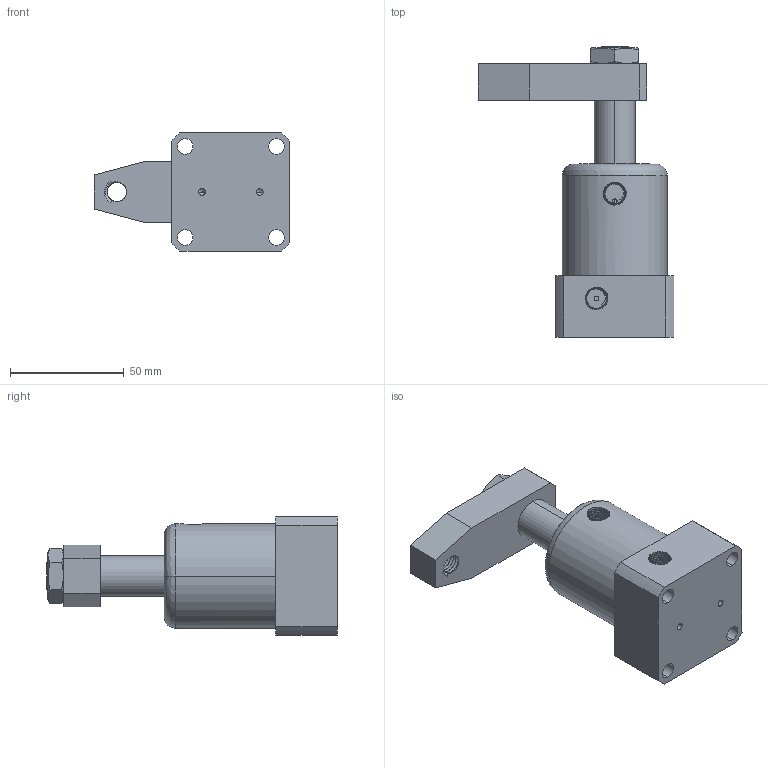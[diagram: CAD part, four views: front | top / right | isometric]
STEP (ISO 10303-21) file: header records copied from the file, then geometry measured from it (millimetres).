
FILE_DESCRIPTION (( 'STEP AP203' ), '1' );
FILE_NAME ('chs-25s_asm.STEP', '2019-04-17T03:06:09', ( '' ), ( '' ), 'SwSTEP 2.0', 'SolidWorks 2017', '' );
FILE_SCHEMA (( 'CONFIG_CONTROL_DESIGN' ));
Length unit declared in the file: millimetre
Products named in the file (5): CHS-25-03; CHS-25S-02_1; M14; CHS-25-01; chs-25s_asm
Assembly tree (4 placements, depth 2):
  chs-25s_asm
    CHS-25-03
    CHS-25S-02_1
    CHS-25-01
    M14
Bounding box: 85.97 x 127.5 x 52 mm (x, y, z)
Volume: 174946.5 mm3; surface area: 41860.5 mm2
Topology: 5 solids, 5 shells, 227 faces, 635 edges, 423 vertices
Faces by surface type: cylinder 81, cone 63, plane 47, bspline 36
Entity records: 25073 total; most frequent: CARTESIAN_POINT 19404, ORIENTED_EDGE 1256, DIRECTION 778, EDGE_CURVE 628, VERTEX_POINT 423, B_SPLINE_CURVE_WITH_KNOTS 329, AXIS2_PLACEMENT_3D 290, EDGE_LOOP 255
